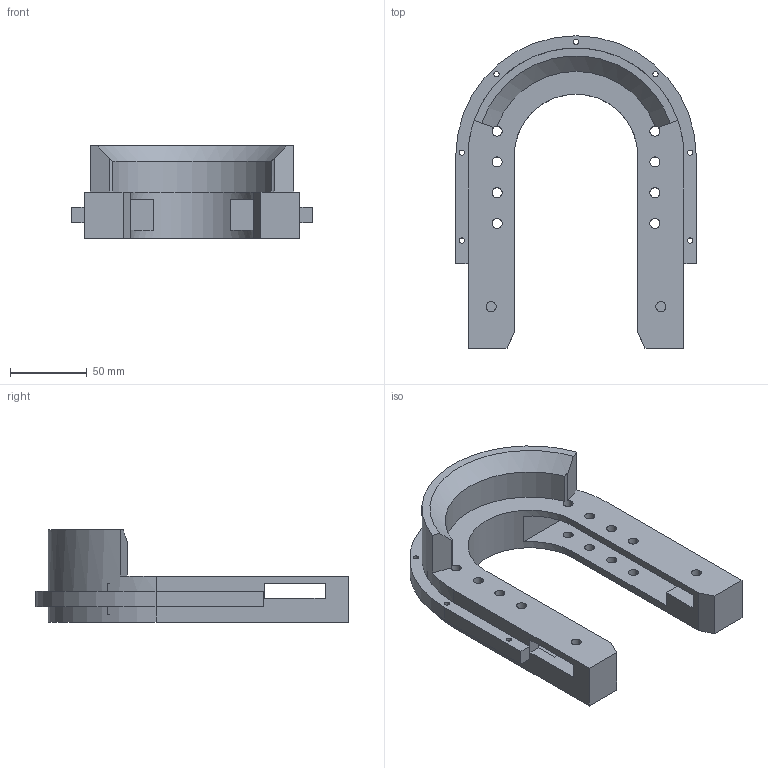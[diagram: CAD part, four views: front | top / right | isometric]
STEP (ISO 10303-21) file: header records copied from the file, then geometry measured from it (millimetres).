
FILE_DESCRIPTION (( 'STEP AP214' ), '1' );
FILE_NAME ('Tool rack base.STEP', '2025-10-26T22:50:22', ( '' ), ( '' ), 'SwSTEP 2.0', 'SolidWorks 2025', '' );
FILE_SCHEMA (( 'AUTOMOTIVE_DESIGN' ));
Length unit declared in the file: millimetre
Products named in the file (1): Tool rack base
Bounding box: 156.4 x 203.2 x 60 mm (x, y, z)
Volume: 340008 mm3; surface area: 84665.3 mm2
Topology: 1 solids, 1 shells, 97 faces, 291 edges, 194 vertices
Faces by surface type: cylinder 59, plane 37, cone 1
Entity records: 3471 total; most frequent: DIRECTION 612, CARTESIAN_POINT 595, ORIENTED_EDGE 582, EDGE_CURVE 291, AXIS2_PLACEMENT_3D 225, VERTEX_POINT 194, LINE 162, VECTOR 162
